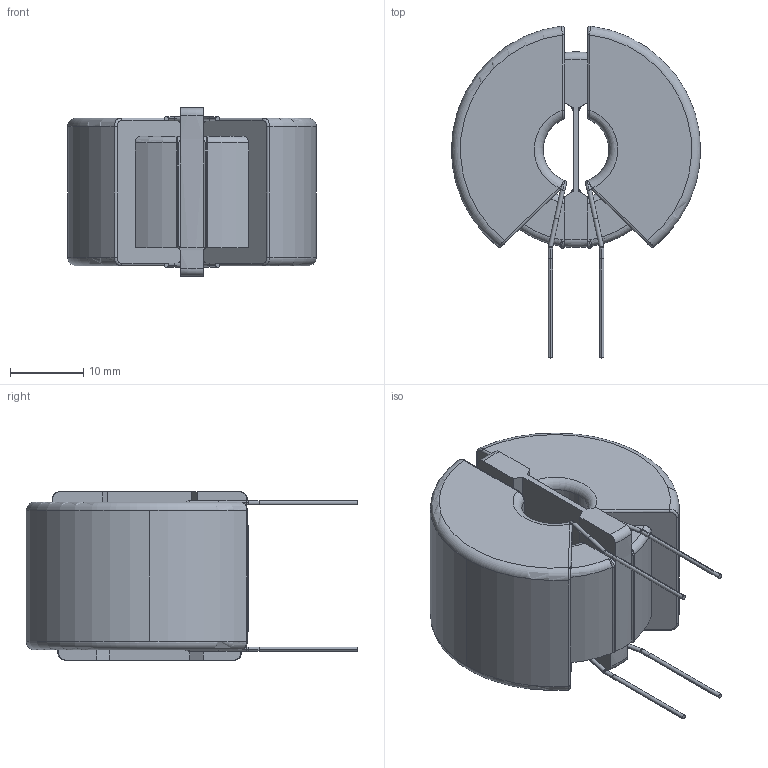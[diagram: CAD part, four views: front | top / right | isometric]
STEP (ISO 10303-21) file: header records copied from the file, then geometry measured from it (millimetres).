
FILE_DESCRIPTION (( 'STEP AP214' ), '1' );
FILE_NAME ('SC-02-800.STEP', '2019-01-30T02:02:58', ( '' ), ( '' ), 'SwSTEP 2.0', 'SolidWorks 2018', '' );
FILE_SCHEMA (( 'AUTOMOTIVE_DESIGN' ));
Length unit declared in the file: millimetre
Products named in the file (1): SC-02-800
Bounding box: 34 x 45.32 x 23 mm (x, y, z)
Volume: 15057.7 mm3; surface area: 6434.5 mm2
Topology: 1 solids, 1 shells, 273 faces, 744 edges, 472 vertices
Faces by surface type: plane 113, cylinder 91, torus 27, bspline 26, cone 16
Entity records: 12991 total; most frequent: CARTESIAN_POINT 3437, ORIENTED_EDGE 1488, DIRECTION 1258, EDGE_CURVE 744, VERTEX_POINT 472, AXIS2_PLACEMENT_3D 463, LINE 332, VECTOR 332
